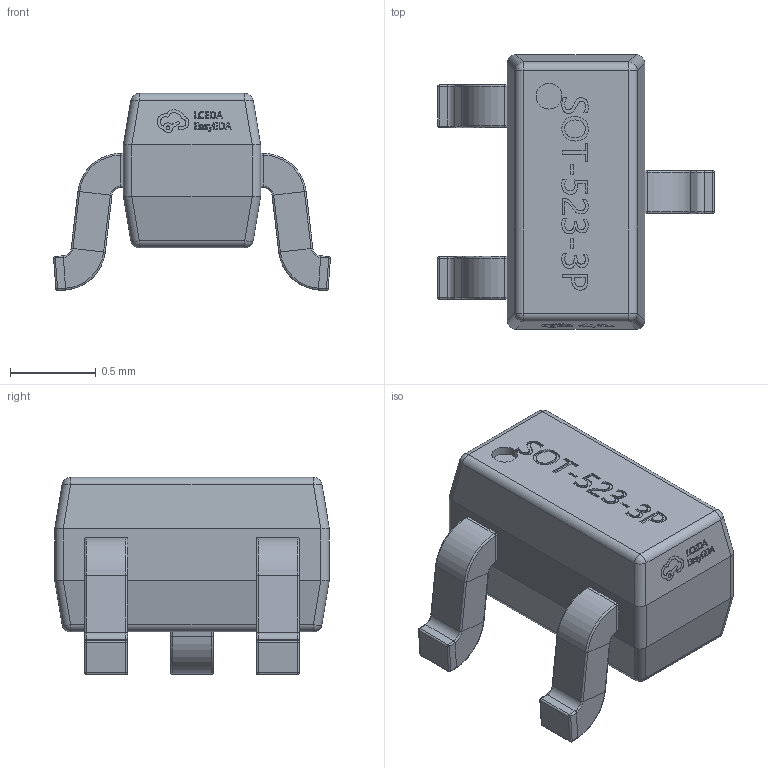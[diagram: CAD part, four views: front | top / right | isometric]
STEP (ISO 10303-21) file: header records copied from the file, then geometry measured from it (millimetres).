
FILE_DESCRIPTION (( 'STEP AP214' ), '1' );
FILE_NAME ('SC-75-3_L1.6-W0.8-H0.9-LS1.6-P1.0.step', '2022-07-09T14:46:44', ( '' ), ( '' ), 'SwSTEP 2.0', 'SolidWorks 2020', '' );
FILE_SCHEMA (( 'AUTOMOTIVE_DESIGN' ));
Length unit declared in the file: millimetre
Products named in the file (1): SC-75-3_L1.6-W0.8-H0.9-LS1.6-P1.0
Bounding box: 1.61 x 1.6 x 1.15 mm (x, y, z)
Volume: 1.2 mm3; surface area: 8.8 mm2
Topology: 4 solids, 4 shells, 606 faces, 1530 edges, 965 vertices
Faces by surface type: plane 302, bspline 175, cylinder 82, torus 24, sphere 23
Entity records: 29305 total; most frequent: CARTESIAN_POINT 9299, ORIENTED_EDGE 3036, DIRECTION 2182, EDGE_CURVE 1518, VECTOR 962, LINE 962, VERTEX_POINT 959, EDGE_LOOP 645
